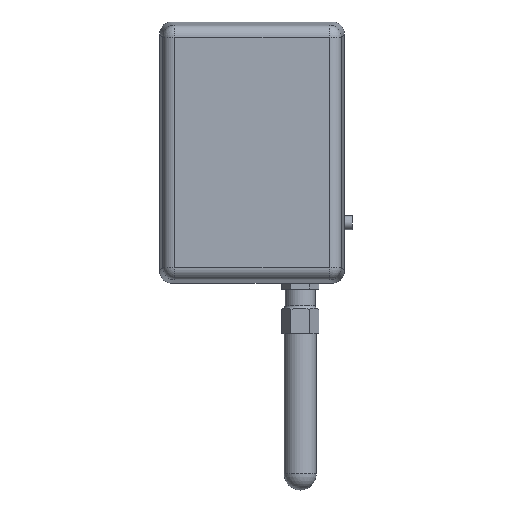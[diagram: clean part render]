
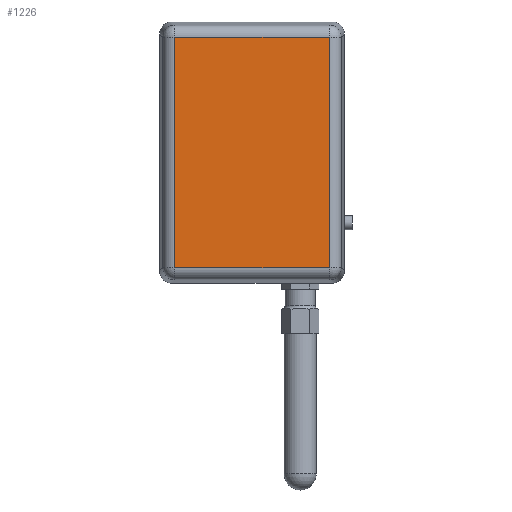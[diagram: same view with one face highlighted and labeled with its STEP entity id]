
A CAD part, top view. The second image highlights one B-rep face of the part: STEP entity #1226.
In plain terms, the highlighted planar face has unit normal (0, 0, 1).
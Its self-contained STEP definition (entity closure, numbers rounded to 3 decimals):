
#69=PLANE('',#1348);
#126=LINE('',#1876,#231);
#134=LINE('',#1915,#239);
#136=LINE('',#1918,#241);
#144=LINE('',#1935,#249);
#231=VECTOR('',#1497,10.);
#239=VECTOR('',#1541,10.);
#241=VECTOR('',#1545,10.);
#249=VECTOR('',#1563,10.);
#379=FACE_OUTER_BOUND('',#456,.T.);
#456=EDGE_LOOP('',(#955,#956,#957,#958));
#569=VERTEX_POINT('',#1836);
#580=VERTEX_POINT('',#1866);
#583=VERTEX_POINT('',#1879);
#591=VERTEX_POINT('',#1899);
#693=EDGE_CURVE('',#569,#580,#126,.T.);
#712=EDGE_CURVE('',#580,#591,#134,.T.);
#714=EDGE_CURVE('',#591,#583,#136,.T.);
#724=EDGE_CURVE('',#583,#569,#144,.T.);
#955=ORIENTED_EDGE('',*,*,#693,.F.);
#956=ORIENTED_EDGE('',*,*,#724,.F.);
#957=ORIENTED_EDGE('',*,*,#714,.F.);
#958=ORIENTED_EDGE('',*,*,#712,.F.);
#1226=ADVANCED_FACE('',(#379),#69,.T.);
#1348=AXIS2_PLACEMENT_3D('',#1962,#1593,#1594);
#1497=DIRECTION('',(1.,0.,0.));
#1541=DIRECTION('',(0.,-1.,0.));
#1545=DIRECTION('',(-1.,0.,0.));
#1563=DIRECTION('',(0.,1.,0.));
#1593=DIRECTION('center_axis',(0.,0.,1.));
#1594=DIRECTION('ref_axis',(1.,0.,0.));
#1836=CARTESIAN_POINT('',(-19.201,28.701,12.));
#1866=CARTESIAN_POINT('',(19.201,28.701,12.));
#1876=CARTESIAN_POINT('',(-11.5,28.701,12.));
#1879=CARTESIAN_POINT('',(-19.201,-28.701,12.));
#1899=CARTESIAN_POINT('',(19.201,-28.701,12.));
#1915=CARTESIAN_POINT('',(19.201,16.25,12.));
#1918=CARTESIAN_POINT('',(11.5,-28.701,12.));
#1935=CARTESIAN_POINT('',(-19.201,-16.25,12.));
#1962=CARTESIAN_POINT('Origin',(0.,0.,
12.));
